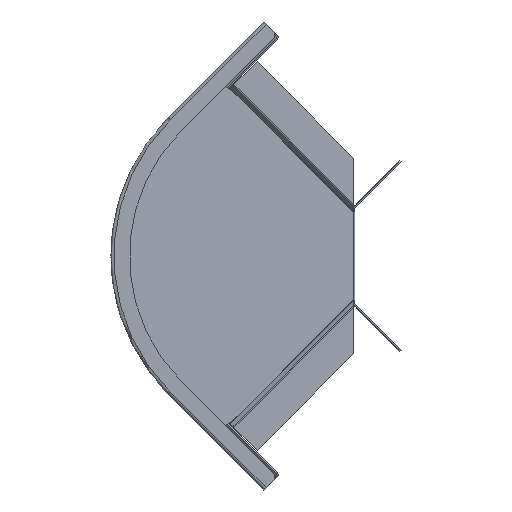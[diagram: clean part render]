
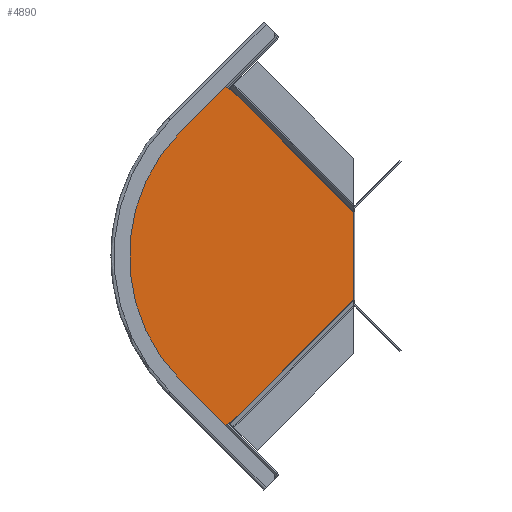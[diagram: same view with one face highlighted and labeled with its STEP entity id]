
A CAD part, front view. The second image highlights one B-rep face of the part: STEP entity #4890.
In plain terms, the highlighted face is planar.
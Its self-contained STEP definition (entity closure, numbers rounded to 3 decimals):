
#4229=DIRECTION('',(-0.924,-0.383,0.));
#4230=VECTOR('',#4229,0.879);
#4231=CARTESIAN_POINT('',(-169.851,121.116,0.));
#4232=LINE('',#4231,#4230);
#4389=DIRECTION('',(0.924,0.383,0.));
#4390=VECTOR('',#4389,133.121);
#4391=CARTESIAN_POINT('',(-58.628,-27.514,0.));
#4392=LINE('',#4391,#4390);
#4398=DIRECTION('',(-0.924,0.383,0.));
#4399=VECTOR('',#4398,66.125);
#4400=CARTESIAN_POINT('',(-58.628,-27.514,0.));
#4401=LINE('',#4400,#4399);
#4402=DIRECTION('',(0.383,-0.924,0.));
#4403=VECTOR('',#4402,0.879);
#4404=CARTESIAN_POINT('',(64.023,24.242,0.));
#4405=LINE('',#4404,#4403);
#4406=DIRECTION('',(0.383,-0.924,0.));
#4407=VECTOR('',#4406,48.);
#4408=CARTESIAN_POINT('',(59.513,74.328,0.));
#4409=LINE('',#4408,#4407);
#4410=CARTESIAN_POINT('',(-75.374,18.456,0.));
#4411=DIRECTION('',(0.,0.,-1.));
#4412=DIRECTION('',(-0.383,0.924,0.));
#4413=AXIS2_PLACEMENT_3D('',#4410,#4411,#4412);
#4415=DIRECTION('',(0.924,0.383,0.));
#4416=VECTOR('',#4415,48.);
#4417=CARTESIAN_POINT('',(-175.592,134.974,0.));
#4418=LINE('',#4417,#4416);
#4427=DIRECTION('',(0.924,0.383,0.));
#4428=VECTOR('',#4427,15.);
#4429=CARTESIAN_POINT('',(64.023,24.242,0.));
#4430=LINE('',#4429,#4428);
#4466=DIRECTION('',(0.383,-0.924,0.));
#4467=VECTOR('',#4466,15.);
#4468=CARTESIAN_POINT('',(-175.592,134.974,0.));
#4469=LINE('',#4468,#4467);
#4515=DIRECTION('',(0.383,-0.924,0.));
#4516=VECTOR('',#4515,133.121);
#4517=CARTESIAN_POINT('',(-170.663,120.779,0.));
#4518=LINE('',#4517,#4516);
#4537=CARTESIAN_POINT('',(-175.592,134.974,0.));
#4539=VERTEX_POINT('',#4537);
#4541=CARTESIAN_POINT('',(-131.245,153.343,0.));
#4542=VERTEX_POINT('',#4541);
#4546=CARTESIAN_POINT('',(59.513,74.328,0.));
#4548=VERTEX_POINT('',#4546);
#4549=CARTESIAN_POINT('',(77.882,29.982,0.));
#4550=VERTEX_POINT('',#4549);
#4553=CARTESIAN_POINT('',(64.023,24.242,0.));
#4554=VERTEX_POINT('',#4553);
#4566=CARTESIAN_POINT('',(-169.851,121.116,0.));
#4568=VERTEX_POINT('',#4566);
#4582=CARTESIAN_POINT('',(64.36,23.43,0.));
#4583=VERTEX_POINT('',#4582);
#4590=CARTESIAN_POINT('',(-58.628,-27.514,0.));
#4591=VERTEX_POINT('',#4590);
#4598=CARTESIAN_POINT('',(-119.72,-2.209,0.));
#4599=VERTEX_POINT('',#4598);
#4613=CARTESIAN_POINT('',(-170.663,120.779,0.));
#4614=VERTEX_POINT('',#4613);
#4867=CARTESIAN_POINT('',(-58.628,-27.514,0.));
#4868=DIRECTION('',(0.,0.,-1.));
#4869=DIRECTION('',(0.924,0.383,0.));
#4870=AXIS2_PLACEMENT_3D('',#4867,#4868,#4869);
#4871=PLANE('',#4870);
#4872=ORIENTED_EDGE('',*,*,#4728,.F.);
#4873=ORIENTED_EDGE('',*,*,#4861,.T.);
#4874=ORIENTED_EDGE('',*,*,#4804,.F.);
#4876=ORIENTED_EDGE('',*,*,#4875,.T.);
#4878=ORIENTED_EDGE('',*,*,#4877,.F.);
#4880=ORIENTED_EDGE('',*,*,#4879,.F.);
#4882=ORIENTED_EDGE('',*,*,#4881,.F.);
#4884=ORIENTED_EDGE('',*,*,#4883,.T.);
#4885=ORIENTED_EDGE('',*,*,#4668,.T.);
#4887=ORIENTED_EDGE('',*,*,#4886,.T.);
#4888=EDGE_LOOP('',(#4872,#4873,#4874,#4876,#4878,#4880,#4882,#4884,#4885,
#4887));
#4889=FACE_OUTER_BOUND('',#4888,.F.);
#4890=ADVANCED_FACE('',(#4889),#4871,.T.);
#4414=CIRCLE('',#4413,146.);
#4668=EDGE_CURVE('',#4568,#4614,#4232,.T.);
#4728=EDGE_CURVE('',#4591,#4599,#4401,.T.);
#4804=EDGE_CURVE('',#4554,#4583,#4405,.T.);
#4861=EDGE_CURVE('',#4591,#4583,#4392,.T.);
#4875=EDGE_CURVE('',#4554,#4550,#4430,.T.);
#4877=EDGE_CURVE('',#4548,#4550,#4409,.T.);
#4879=EDGE_CURVE('',#4542,#4548,#4414,.T.);
#4881=EDGE_CURVE('',#4539,#4542,#4418,.T.);
#4883=EDGE_CURVE('',#4539,#4568,#4469,.T.);
#4886=EDGE_CURVE('',#4614,#4599,#4518,.T.);
